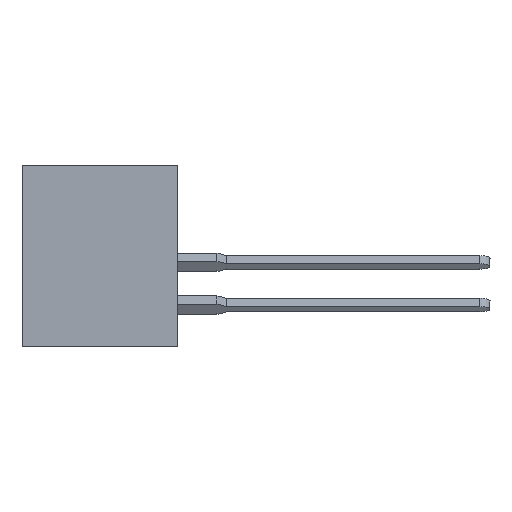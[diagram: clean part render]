
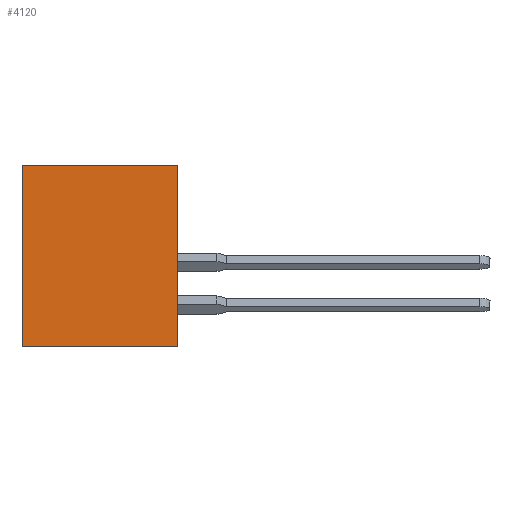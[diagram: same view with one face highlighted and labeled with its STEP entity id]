
A CAD part, left-side view. The second image highlights one B-rep face of the part: STEP entity #4120.
In plain terms, the highlighted planar face has unit normal (-1, 0, 0).
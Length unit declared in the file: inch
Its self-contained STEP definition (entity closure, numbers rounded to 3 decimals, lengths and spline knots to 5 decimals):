
#377 = EDGE_CURVE ( 'NONE', #10013, #13855, #19182, .T. ) ;
#693 = CARTESIAN_POINT ( 'NONE',  ( 0., 0.453, 0. ) ) ;
#980 = CARTESIAN_POINT ( 'NONE',  ( 0., 0.453, 0. ) ) ;
#1241 = VECTOR ( 'NONE', #18720, 39.37008 ) ;
#1275 = CARTESIAN_POINT ( 'NONE',  ( 0., 0., -0.531 ) ) ;
#2910 = CARTESIAN_POINT ( 'NONE',  ( 0., 0., 0. ) ) ;
#3133 = CARTESIAN_POINT ( 'NONE',  ( 0., 0.453, 0. ) ) ;
#4120 = ADVANCED_FACE ( 'NONE', ( #6208 ), #16669, .F. ) ;
#5139 = ORIENTED_EDGE ( 'NONE', *, *, #14137, .T. ) ;
#5147 = LINE ( 'NONE', #12558, #17070 ) ;
#6208 = FACE_OUTER_BOUND ( 'NONE', #21504, .T. ) ;
#6868 = EDGE_CURVE ( 'NONE', #10983, #10013, #9328, .T. ) ;
#9239 = EDGE_CURVE ( 'NONE', #10983, #12611, #5147, .T. ) ;
#9328 = LINE ( 'NONE', #980, #1241 ) ;
#10013 = VERTEX_POINT ( 'NONE', #16809 ) ;
#10983 = VERTEX_POINT ( 'NONE', #18407 ) ;
#11738 = DIRECTION ( 'NONE',  ( 0., 0., 1. ) ) ;
#12558 = CARTESIAN_POINT ( 'NONE',  ( 0., 0.453, -0.531 ) ) ;
#12611 = VERTEX_POINT ( 'NONE', #1275 ) ;
#13855 = VERTEX_POINT ( 'NONE', #19446 ) ;
#14137 = EDGE_CURVE ( 'NONE', #12611, #13855, #22652, .T. ) ;
#14169 = ORIENTED_EDGE ( 'NONE', *, *, #6868, .F. ) ;
#14394 = DIRECTION ( 'NONE',  ( 0., -1., 0. ) ) ;
#14926 = DIRECTION ( 'NONE',  ( 0., 0., -1. ) ) ;
#15692 = ORIENTED_EDGE ( 'NONE', *, *, #377, .F. ) ;
#16502 = VECTOR ( 'NONE', #11738, 39.37008 ) ;
#16669 = PLANE ( 'NONE',  #18664 ) ;
#16809 = CARTESIAN_POINT ( 'NONE',  ( 0., 0.453, 0. ) ) ;
#17070 = VECTOR ( 'NONE', #14394, 39.37008 ) ;
#17259 = DIRECTION ( 'NONE',  ( 0., -1., 0. ) ) ;
#17892 = ORIENTED_EDGE ( 'NONE', *, *, #9239, .T. ) ;
#18407 = CARTESIAN_POINT ( 'NONE',  ( 0., 0.453, -0.531 ) ) ;
#18446 = DIRECTION ( 'NONE',  ( 1., 0., 0. ) ) ;
#18625 = VECTOR ( 'NONE', #17259, 39.37008 ) ;
#18664 = AXIS2_PLACEMENT_3D ( 'NONE', #693, #18446, #14926 ) ;
#18720 = DIRECTION ( 'NONE',  ( 0., 0., 1. ) ) ;
#19182 = LINE ( 'NONE', #3133, #18625 ) ;
#19446 = CARTESIAN_POINT ( 'NONE',  ( 0., 0., 0. ) ) ;
#21504 = EDGE_LOOP ( 'NONE', ( #5139, #15692, #14169, #17892 ) ) ;
#22652 = LINE ( 'NONE', #2910, #16502 ) ;
